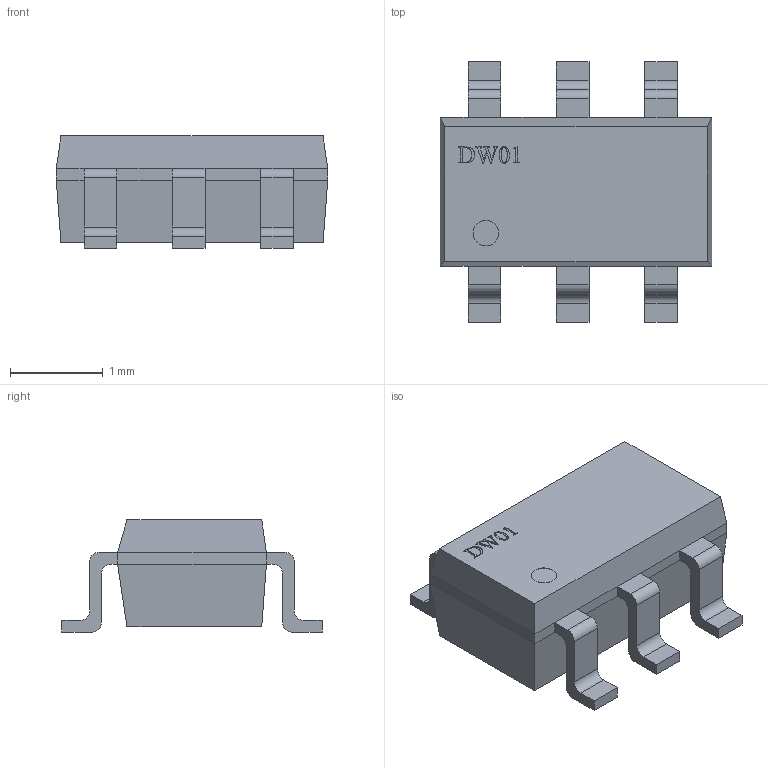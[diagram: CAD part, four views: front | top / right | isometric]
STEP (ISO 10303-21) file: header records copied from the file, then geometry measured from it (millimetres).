
FILE_DESCRIPTION(('FreeCAD Model'),'2;1');
FILE_NAME('Open CASCADE Shape Model','2024-07-28T00:04:31',(''),(''), 'Open CASCADE STEP processor 7.6','FreeCAD','Unknown');
FILE_SCHEMA(('AUTOMOTIVE_DESIGN { 1 0 10303 214 1 1 1 1 }'));
Length unit declared in the file: millimetre
Products named in the file (1): Body
Bounding box: 2.92 x 2.8 x 1.21 mm (x, y, z)
Volume: 5.4 mm3; surface area: 25.7 mm2
Topology: 1 solids, 1 shells, 211 faces, 574 edges, 372 vertices
Faces by surface type: plane 112, extrusion 66, cylinder 25, bspline 8
Full cylindrical faces by diameter (mm): 0.274 x1
Entity records: 14782 total; most frequent: CARTESIAN_POINT 3741, DIRECTION 1731, VECTOR 1330, LINE 1264, ORIENTED_EDGE 1148, PCURVE 1148, DEFINITIONAL_REPRESENTATION 1148, EDGE_CURVE 574
